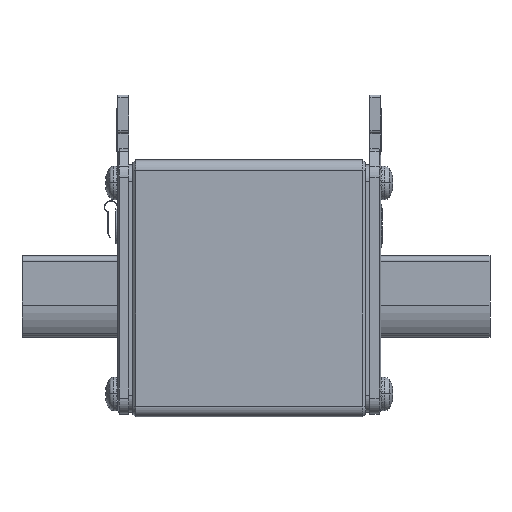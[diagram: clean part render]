
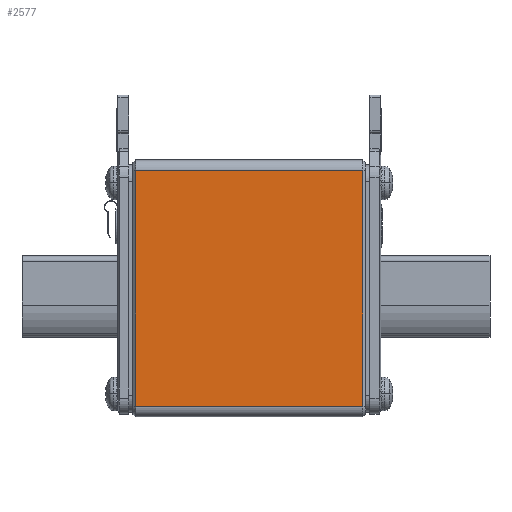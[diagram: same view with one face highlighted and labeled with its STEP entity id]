
A CAD part, left-side view. The second image highlights one B-rep face of the part: STEP entity #2577.
In plain terms, the highlighted face is planar.
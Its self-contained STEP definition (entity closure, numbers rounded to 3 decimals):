
#631=DIRECTION('',(1.,0.,0.));
#632=VECTOR('',#631,42.);
#633=CARTESIAN_POINT('',(-21.,14.25,21.75));
#634=LINE('',#633,#632);
#638=DIRECTION('',(0.,0.,1.));
#639=VECTOR('',#638,43.5);
#640=CARTESIAN_POINT('',(21.,14.25,-21.75));
#641=LINE('',#640,#639);
#645=DIRECTION('',(0.,0.,-1.));
#646=VECTOR('',#645,43.5);
#647=CARTESIAN_POINT('',(-21.,14.25,21.75));
#648=LINE('',#647,#646);
#652=DIRECTION('',(1.,0.,0.));
#653=VECTOR('',#652,42.);
#654=CARTESIAN_POINT('',(-21.,14.25,-21.75));
#655=LINE('',#654,#653);
#1894=CARTESIAN_POINT('',(-21.,14.25,21.75));
#1895=VERTEX_POINT('',#1894);
#1898=CARTESIAN_POINT('',(-21.,14.25,-21.75));
#1899=VERTEX_POINT('',#1898);
#1921=CARTESIAN_POINT('',(21.,14.25,-21.75));
#1923=VERTEX_POINT('',#1921);
#1926=CARTESIAN_POINT('',(21.,14.25,21.75));
#1927=VERTEX_POINT('',#1926);
#2565=CARTESIAN_POINT('',(-21.5,14.25,-21.75));
#2566=DIRECTION('',(0.,1.,0.));
#2567=DIRECTION('',(0.,0.,1.));
#2568=AXIS2_PLACEMENT_3D('',#2565,#2566,#2567);
#2569=PLANE('',#2568);
#2570=ORIENTED_EDGE('',*,*,#2471,.T.);
#2571=ORIENTED_EDGE('',*,*,#2553,.F.);
#2572=ORIENTED_EDGE('',*,*,#2244,.T.);
#2574=ORIENTED_EDGE('',*,*,#2573,.T.);
#2575=EDGE_LOOP('',(#2570,#2571,#2572,#2574));
#2576=FACE_OUTER_BOUND('',#2575,.F.);
#2244=EDGE_CURVE('',#1895,#1899,#648,.T.);
#2471=EDGE_CURVE('',#1923,#1927,#641,.T.);
#2553=EDGE_CURVE('',#1895,#1927,#634,.T.);
#2573=EDGE_CURVE('',#1899,#1923,#655,.T.);
#2577=ADVANCED_FACE('',(#2576),#2569,.T.);
